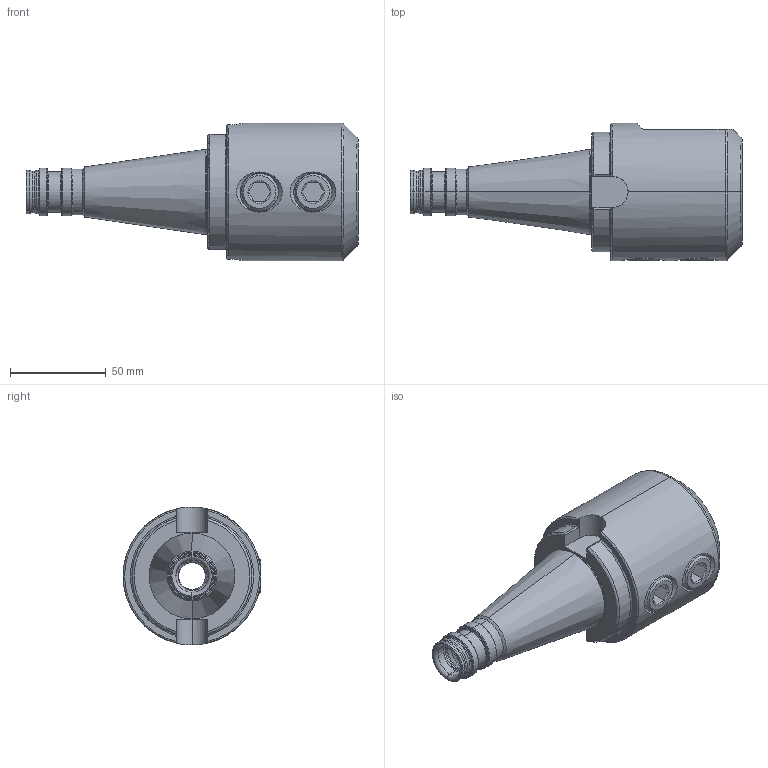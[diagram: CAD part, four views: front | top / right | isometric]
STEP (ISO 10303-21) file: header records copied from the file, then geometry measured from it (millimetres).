
FILE_DESCRIPTION (( 'STEP AP203' ), '1' );
FILE_NAME ('401.04.32.STEP', '2016-11-26T04:47:04', ( '' ), ( '' ), 'SwSTEP 2.0', 'SolidWorks 2012', '' );
FILE_SCHEMA (( 'CONFIG_CONTROL_DESIGN' ));
Length unit declared in the file: millimetre
Products named in the file (3): 401.04.32; 側固32_M20x2_20L
Assembly tree (3 placements, depth 2):
  401.04.32
    401.04.32
    側固32_M20x2_20L  x2
Bounding box: 173.4 x 72 x 72 mm (x, y, z)
Volume: 295500.1 mm3; surface area: 54861.7 mm2
Topology: 3 solids, 3 shells, 286 faces, 755 edges, 477 vertices
Faces by surface type: cylinder 135, cone 44, plane 42, torus 37, bspline 28
Entity records: 23733 total; most frequent: CARTESIAN_POINT 18084, ORIENTED_EDGE 1298, DIRECTION 948, EDGE_CURVE 649, VERTEX_POINT 410, AXIS2_PLACEMENT_3D 380, EDGE_LOOP 257, ADVANCED_FACE 247
